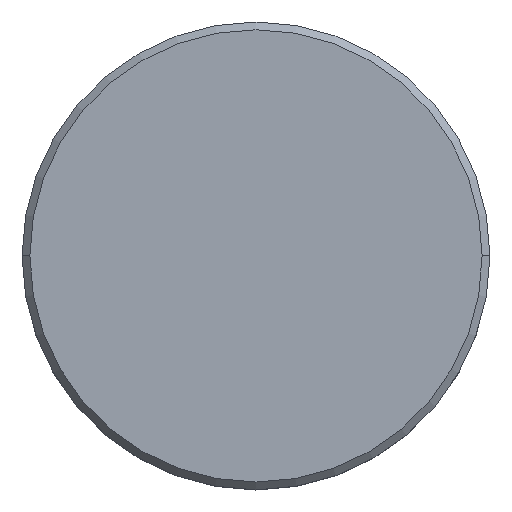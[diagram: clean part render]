
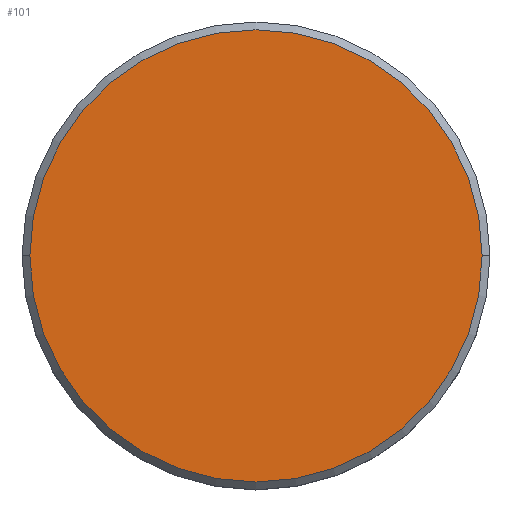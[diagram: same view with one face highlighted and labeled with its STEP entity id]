
A CAD part, top view. The second image highlights one B-rep face of the part: STEP entity #101.
In plain terms, the highlighted planar face has unit normal (0, 0, 1).
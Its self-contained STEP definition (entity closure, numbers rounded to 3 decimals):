
#101 = ADVANCED_FACE ( 'NONE', ( #411 ), #389, .T. ) ;
#164 = CIRCLE ( 'NONE', #1000, 14.5 ) ;
#194 = CARTESIAN_POINT ( 'NONE',  ( -14.5, 0., 0. ) ) ;
#226 = VERTEX_POINT ( 'NONE', #194 ) ;
#345 = DIRECTION ( 'NONE',  ( 1., 0., 0. ) ) ;
#363 = CARTESIAN_POINT ( 'NONE',  ( 0., 0., 0. ) ) ;
#373 = ORIENTED_EDGE ( 'NONE', *, *, #869, .T. ) ;
#389 = PLANE ( 'NONE',  #473 ) ;
#411 = FACE_OUTER_BOUND ( 'NONE', #1042, .T. ) ;
#473 = AXIS2_PLACEMENT_3D ( 'NONE', #819, #826, #573 ) ;
#489 = CARTESIAN_POINT ( 'NONE',  ( 14.5, 0., 0. ) ) ;
#573 = DIRECTION ( 'NONE',  ( 1., 0., 0. ) ) ;
#635 = AXIS2_PLACEMENT_3D ( 'NONE', #363, #696, #345 ) ;
#662 = CARTESIAN_POINT ( 'NONE',  ( 0., 0., 0. ) ) ;
#669 = DIRECTION ( 'NONE',  ( 0., 0., 1. ) ) ;
#691 = ORIENTED_EDGE ( 'NONE', *, *, #764, .T. ) ;
#696 = DIRECTION ( 'NONE',  ( 0., 0., 1. ) ) ;
#764 = EDGE_CURVE ( 'NONE', #226, #768, #164, .T. ) ;
#768 = VERTEX_POINT ( 'NONE', #489 ) ;
#792 = CIRCLE ( 'NONE', #635, 14.5 ) ;
#819 = CARTESIAN_POINT ( 'NONE',  ( 0., 0., 0. ) ) ;
#826 = DIRECTION ( 'NONE',  ( 0., 0., 1. ) ) ;
#869 = EDGE_CURVE ( 'NONE', #768, #226, #792, .T. ) ;
#976 = DIRECTION ( 'NONE',  ( 1., 0., 0. ) ) ;
#1000 = AXIS2_PLACEMENT_3D ( 'NONE', #662, #669, #976 ) ;
#1042 = EDGE_LOOP ( 'NONE', ( #691, #373 ) ) ;
